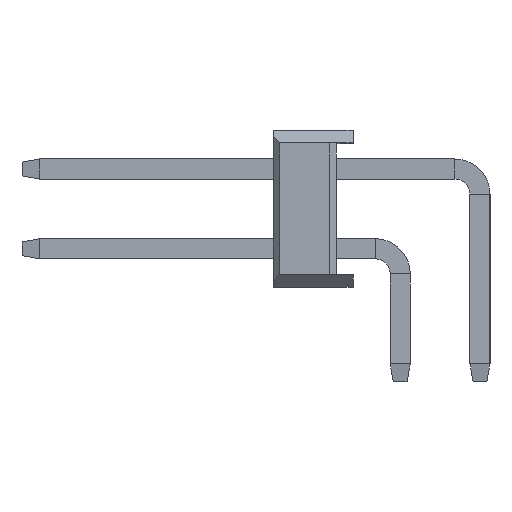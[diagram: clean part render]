
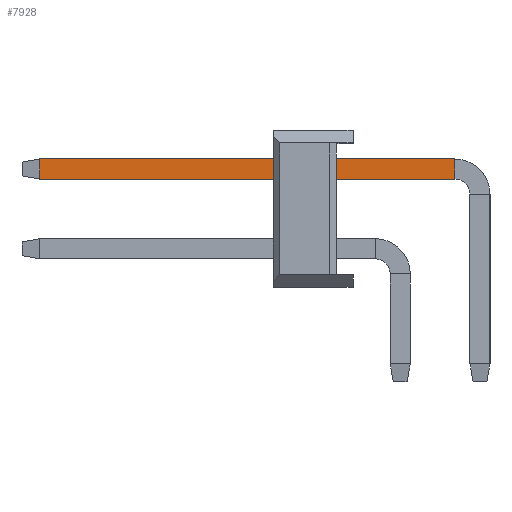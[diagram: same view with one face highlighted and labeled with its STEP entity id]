
A CAD part, left-side view. The second image highlights one B-rep face of the part: STEP entity #7928.
In plain terms, the highlighted planar face has unit normal (-1, 0, 0).
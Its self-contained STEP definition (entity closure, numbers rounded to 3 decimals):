
#2162 = CARTESIAN_POINT ( 'NONE',  ( -35.88, 10.54, 1.59 ) ) ;
#2256 = LINE ( 'NONE', #9956, #20218 ) ;
#3772 = AXIS2_PLACEMENT_3D ( 'NONE', #2162, #9235, #25696 ) ;
#3973 = LINE ( 'NONE', #27977, #29017 ) ;
#6883 = PLANE ( 'NONE',  #3772 ) ;
#7515 = DIRECTION ( 'NONE',  ( 0., 0., -1. ) ) ;
#7928 = ADVANCED_FACE ( 'NONE', ( #25311 ), #6883, .F. ) ;
#9066 = VERTEX_POINT ( 'NONE', #30166 ) ;
#9235 = DIRECTION ( 'NONE',  ( 1., 0., 0. ) ) ;
#9956 = CARTESIAN_POINT ( 'NONE',  ( -35.88, -3.24, 1.59 ) ) ;
#10948 = DIRECTION ( 'NONE',  ( 0., -1., 0. ) ) ;
#11063 = EDGE_CURVE ( 'NONE', #28933, #13594, #3973, .T. ) ;
#12029 = EDGE_CURVE ( 'NONE', #9066, #27094, #26007, .T. ) ;
#12533 = CARTESIAN_POINT ( 'NONE',  ( -35.88, 9.973, 1.59 ) ) ;
#12738 = VECTOR ( 'NONE', #10948, 1000. ) ;
#12918 = ORIENTED_EDGE ( 'NONE', *, *, #16568, .F. ) ;
#13594 = VERTEX_POINT ( 'NONE', #20690 ) ;
#13879 = DIRECTION ( 'NONE',  ( 0., -1., 0. ) ) ;
#14918 = DIRECTION ( 'NONE',  ( 0., 0., -1. ) ) ;
#16568 = EDGE_CURVE ( 'NONE', #27094, #13594, #2256, .T. ) ;
#18281 = LINE ( 'NONE', #12533, #30060 ) ;
#19530 = EDGE_LOOP ( 'NONE', ( #30377, #28693, #30384, #12918 ) ) ;
#20218 = VECTOR ( 'NONE', #7515, 1000. ) ;
#20690 = CARTESIAN_POINT ( 'NONE',  ( -35.88, -3.24, 0.95 ) ) ;
#22151 = CARTESIAN_POINT ( 'NONE',  ( -35.88, 9.973, 0.95 ) ) ;
#25311 = FACE_OUTER_BOUND ( 'NONE', #19530, .T. ) ;
#25696 = DIRECTION ( 'NONE',  ( 0., 0., -1. ) ) ;
#26007 = LINE ( 'NONE', #27519, #12738 ) ;
#27016 = CARTESIAN_POINT ( 'NONE',  ( -35.88, -3.24, 1.59 ) ) ;
#27094 = VERTEX_POINT ( 'NONE', #27016 ) ;
#27519 = CARTESIAN_POINT ( 'NONE',  ( -35.88, 10.54, 1.59 ) ) ;
#27977 = CARTESIAN_POINT ( 'NONE',  ( -35.88, 10.54, 0.95 ) ) ;
#28693 = ORIENTED_EDGE ( 'NONE', *, *, #30182, .T. ) ;
#28933 = VERTEX_POINT ( 'NONE', #22151 ) ;
#29017 = VECTOR ( 'NONE', #13879, 1000. ) ;
#30060 = VECTOR ( 'NONE', #14918, 1000. ) ;
#30166 = CARTESIAN_POINT ( 'NONE',  ( -35.88, 9.973, 1.59 ) ) ;
#30182 = EDGE_CURVE ( 'NONE', #9066, #28933, #18281, .T. ) ;
#30377 = ORIENTED_EDGE ( 'NONE', *, *, #12029, .F. ) ;
#30384 = ORIENTED_EDGE ( 'NONE', *, *, #11063, .T. ) ;
